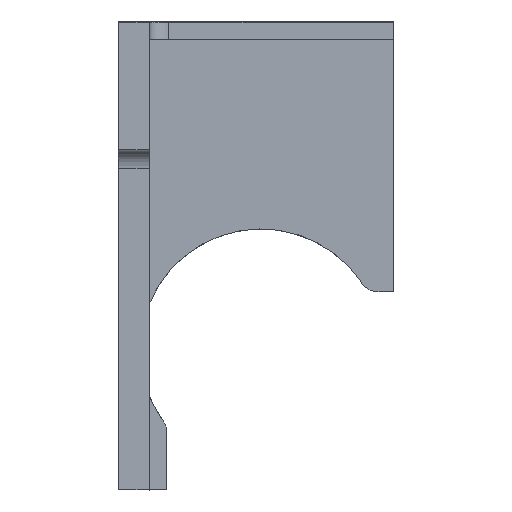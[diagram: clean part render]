
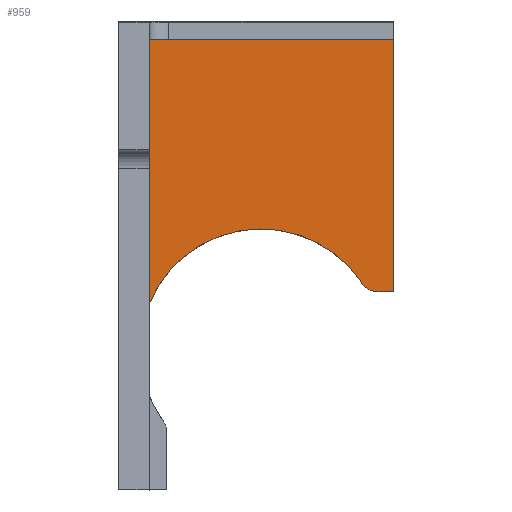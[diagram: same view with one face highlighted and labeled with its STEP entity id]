
A CAD part, left-side view. The second image highlights one B-rep face of the part: STEP entity #959.
In plain terms, the highlighted planar face has unit normal (-1, 0, 0).
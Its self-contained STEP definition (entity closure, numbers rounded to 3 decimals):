
#60=PLANE('',#1053);
#103=FACE_OUTER_BOUND('',#158,.T.);
#158=EDGE_LOOP('',(#740,#741,#742,#743,#744,#745));
#227=LINE('',#1471,#321);
#242=LINE('',#1561,#336);
#243=LINE('',#1563,#337);
#244=LINE('',#1564,#338);
#321=VECTOR('',#1181,10.);
#336=VECTOR('',#1226,10.);
#337=VECTOR('',#1227,10.);
#338=VECTOR('',#1228,10.);
#410=CIRCLE('',#1047,12.5);
#413=CIRCLE('',#1052,2.);
#453=VERTEX_POINT('',#1468);
#454=VERTEX_POINT('',#1470);
#467=VERTEX_POINT('',#1532);
#468=VERTEX_POINT('',#1534);
#473=VERTEX_POINT('',#1548);
#475=VERTEX_POINT('',#1562);
#552=EDGE_CURVE('',#453,#454,#227,.T.);
#569=EDGE_CURVE('',#467,#468,#410,.T.);
#576=EDGE_CURVE('',#473,#467,#413,.T.);
#579=EDGE_CURVE('',#473,#454,#242,.T.);
#580=EDGE_CURVE('',#475,#453,#243,.T.);
#581=EDGE_CURVE('',#468,#475,#244,.T.);
#740=ORIENTED_EDGE('',*,*,#576,.F.);
#741=ORIENTED_EDGE('',*,*,#579,.T.);
#742=ORIENTED_EDGE('',*,*,#552,.F.);
#743=ORIENTED_EDGE('',*,*,#580,.F.);
#744=ORIENTED_EDGE('',*,*,#581,.F.);
#745=ORIENTED_EDGE('',*,*,#569,.F.);
#959=ADVANCED_FACE('',(#103),#60,.T.);
#1047=AXIS2_PLACEMENT_3D('',#1535,#1207,#1208);
#1052=AXIS2_PLACEMENT_3D('',#1549,#1221,#1222);
#1053=AXIS2_PLACEMENT_3D('',#1560,#1224,#1225);
#1181=DIRECTION('',(0.,0.,-1.));
#1207=DIRECTION('center_axis',(-1.,0.,0.));
#1208=DIRECTION('ref_axis',(0.,-0.78,-0.626));
#1221=DIRECTION('center_axis',(1.,0.,0.));
#1222=DIRECTION('ref_axis',(0.,0.473,-0.881));
#1224=DIRECTION('center_axis',(-1.,0.,0.));
#1225=DIRECTION('ref_axis',(0.,0.,-1.));
#1226=DIRECTION('',(0.,-1.,0.));
#1227=DIRECTION('',(0.,-1.,0.));
#1228=DIRECTION('',(0.,0.,1.));
#1468=CARTESIAN_POINT('',(44.48,-22.25,46.6));
#1470=CARTESIAN_POINT('',(44.48,-22.25,20.505));
#1471=CARTESIAN_POINT('',(44.48,-22.25,46.6));
#1532=CARTESIAN_POINT('',(44.48,-18.973,21.401));
#1534=CARTESIAN_POINT('',(44.48,3.,19.28));
#1535=CARTESIAN_POINT('Origin',(44.48,-8.55,14.5));
#1548=CARTESIAN_POINT('',(44.48,-20.64,20.505));
#1549=CARTESIAN_POINT('Origin',(44.48,-20.64,22.505));
#1560=CARTESIAN_POINT('Origin',(44.48,3.,46.6));
#1561=CARTESIAN_POINT('',(44.48,-9.009,20.505));
#1562=CARTESIAN_POINT('',(44.48,3.,46.6));
#1563=CARTESIAN_POINT('',(44.48,3.,46.6));
#1564=CARTESIAN_POINT('',(44.48,3.,38.053));
